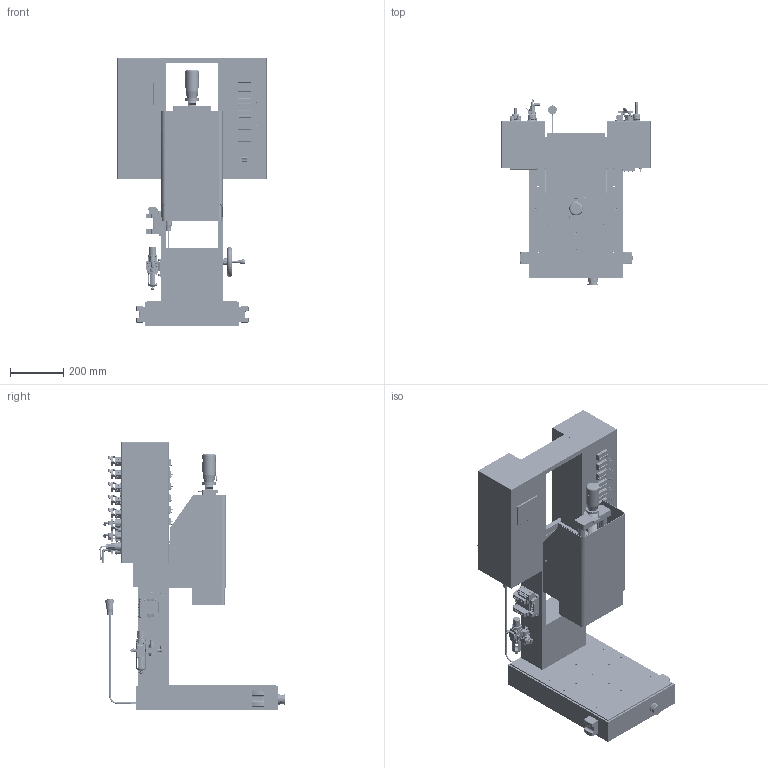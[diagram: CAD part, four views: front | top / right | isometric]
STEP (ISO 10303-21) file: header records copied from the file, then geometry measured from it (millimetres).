
FILE_DESCRIPTION(('', 'CAx-IF Rec.Pracs.---Representation and Presentation of Product Manufacturing Information (PMI)---4.0---2014-10-13'),'2;1');
FILE_NAME('S10 ULTRA - 10-28-21 - EMAIL (STEP).stp', '2021-10-28T18:52:17',(''), (''), 'Kubotek Kosmos Version 3.0.10279.10279', 'KeyCreator Pro', '');
FILE_SCHEMA(('AP242_MANAGED_MODEL_BASED_3D_ENGINEERING_MIM_LF { 1 0 10303 442 1 1 4 }'));
Length unit declared in the file: inch
Bounding box: 561.98 x 697.86 x 1010.08 mm (x, y, z)
Volume: 59755075.4 mm3; surface area: 4198876.1 mm2
Topology: 76 solids, 174 shells, 7616 faces, 18420 edges, 11952 vertices
Faces by surface type: plane 3826, cylinder 2119, cone 929, bspline 287, sphere 234, torus 221
Full cylindrical faces by diameter (mm): 0.95 x8, 1 x61, 1.05 x8, 1.27 x8, 1.8 x8, 2 x2, 2.15 x2, 2.261 x14, 2.388 x2, 2.438 x1, 2.5 x4, 2.8 x1, 2.845 x1, 3 x33, 3.05 x17, 3.175 x28, 3.2 x20, 3.454 x5, 3.5 x2, 3.572 x12, 3.6 x4, 3.81 x6, 4 x26, 4.039 x6, 4.3 x4, 4.4 x20, 4.6 x1, 4.762 x1, 4.775 x5, 4.826 x4
Entity records: 247098 total; most frequent: CARTESIAN_POINT 67940, DIRECTION 36867, ORIENTED_EDGE 36168, EDGE_CURVE 18192, AXIS2_PLACEMENT_3D 13034, VERTEX_POINT 11704, VECTOR 10799, LINE 10799
